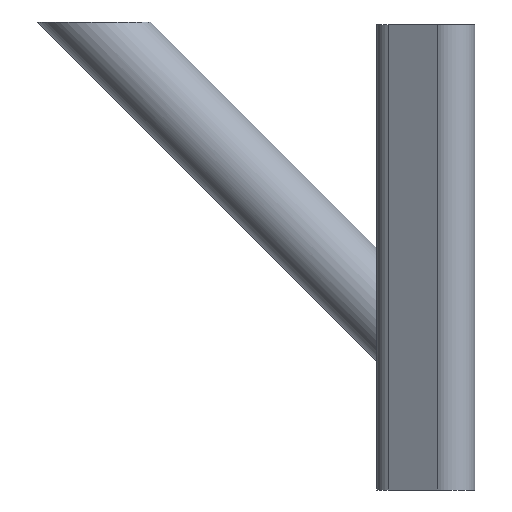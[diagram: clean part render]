
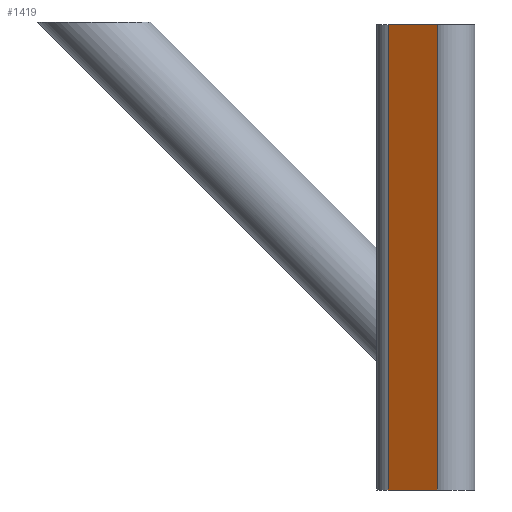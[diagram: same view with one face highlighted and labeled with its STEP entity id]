
A CAD part, front view. The second image highlights one B-rep face of the part: STEP entity #1419.
In plain terms, the highlighted free-form (B-spline) face has degree [1, 1] with [2, 2] control points.
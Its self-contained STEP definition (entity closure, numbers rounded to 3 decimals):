
#81 = B_SPLINE_SURFACE_WITH_KNOTS('',1,1,(
    (#82,#83)
    ,(#84,#85
    )),.UNSPECIFIED.,.F.,.F.,.F.,(2,2),(2,2),(-0.94,
    7.06),(-13.196,2.804),
  .PIECEWISE_BEZIER_KNOTS.);
#82 = CARTESIAN_POINT('',(0.145,-54.241,5.));
#83 = CARTESIAN_POINT('',(0.145,-39.521,5.));
#84 = CARTESIAN_POINT('',(7.505,-54.241,5.));
#85 = CARTESIAN_POINT('',(7.505,-39.521,5.));
#132 = B_SPLINE_SURFACE_WITH_KNOTS('',1,1,(
    (#133,#134)
    ,(#135,#136
    )),.UNSPECIFIED.,.F.,.F.,.F.,(2,2),(2,2),(-0.94,
    7.06),(-13.196,2.804),
  .PIECEWISE_BEZIER_KNOTS.);
#133 = CARTESIAN_POINT('',(0.145,-54.241,39.8));
#134 = CARTESIAN_POINT('',(0.145,-39.521,39.8));
#135 = CARTESIAN_POINT('',(7.505,-54.241,39.8));
#136 = CARTESIAN_POINT('',(7.505,-39.521,39.8));
#317 = VERTEX_POINT('',#318);
#318 = CARTESIAN_POINT('',(4.69,-53.962,39.8));
#332 = ( BOUNDED_SURFACE() B_SPLINE_SURFACE(2,1,(
    (#333,#334)
    ,(#335,#336)
,(#337,#338
    )),.UNSPECIFIED.,.F.,.F.,.F.) B_SPLINE_SURFACE_WITH_KNOTS((3,3),(2,2
    ),(4.154,6.283),(-40.,0.),
.PIECEWISE_BEZIER_KNOTS.) GEOMETRIC_REPRESENTATION_ITEM() 
RATIONAL_B_SPLINE_SURFACE((
    (1.,1.)
    ,(0.485,0.485)
,(1.,1.))) REPRESENTATION_ITEM('') SURFACE() );
#333 = CARTESIAN_POINT('',(4.69,-53.962,5.));
#334 = CARTESIAN_POINT('',(4.69,-53.962,39.8));
#335 = CARTESIAN_POINT('',(7.505,-55.721,5.));
#336 = CARTESIAN_POINT('',(7.505,-55.721,39.8));
#337 = CARTESIAN_POINT('',(7.505,-52.401,5.));
#338 = CARTESIAN_POINT('',(7.505,-52.401,39.8));
#346 = EDGE_CURVE('',#317,#347,#349,.T.);
#347 = VERTEX_POINT('',#348);
#348 = CARTESIAN_POINT('',(1.01,-51.662,39.8));
#349 = SURFACE_CURVE('',#350,(#353,#359),.PCURVE_S1.);
#350 = B_SPLINE_CURVE_WITH_KNOTS('',1,(#351,#352),.UNSPECIFIED.,.F.,.F.,
  (2,2),(0.,4.717),.PIECEWISE_BEZIER_KNOTS.);
#351 = CARTESIAN_POINT('',(4.69,-53.962,39.8));
#352 = CARTESIAN_POINT('',(1.01,-51.662,39.8));
#353 = PCURVE('',#132,#354);
#354 = DEFINITIONAL_REPRESENTATION('',(#355),#358);
#355 = B_SPLINE_CURVE_WITH_KNOTS('',1,(#356,#357),.UNSPECIFIED.,.F.,.F.,
  (2,2),(0.,4.717),.PIECEWISE_BEZIER_KNOTS.);
#356 = CARTESIAN_POINT('',(4.,-12.892));
#357 = CARTESIAN_POINT('',(0.,-10.392));
#358 = ( GEOMETRIC_REPRESENTATION_CONTEXT(2) 
PARAMETRIC_REPRESENTATION_CONTEXT() REPRESENTATION_CONTEXT('2D SPACE',''
  ) );
#359 = PCURVE('',#360,#365);
#360 = B_SPLINE_SURFACE_WITH_KNOTS('',1,1,(
    (#361,#362)
    ,(#363,#364
    )),.UNSPECIFIED.,.F.,.F.,.F.,(2,2),(2,2),(0.,4.717),(-40.,
    0.),.PIECEWISE_BEZIER_KNOTS.);
#361 = CARTESIAN_POINT('',(4.69,-53.962,5.));
#362 = CARTESIAN_POINT('',(4.69,-53.962,39.8));
#363 = CARTESIAN_POINT('',(1.01,-51.662,5.));
#364 = CARTESIAN_POINT('',(1.01,-51.662,39.8));
#365 = DEFINITIONAL_REPRESENTATION('',(#366),#369);
#366 = B_SPLINE_CURVE_WITH_KNOTS('',1,(#367,#368),.UNSPECIFIED.,.F.,.F.,
  (2,2),(0.,4.717),.PIECEWISE_BEZIER_KNOTS.);
#367 = CARTESIAN_POINT('',(0.,0.));
#368 = CARTESIAN_POINT('',(4.717,0.));
#369 = ( GEOMETRIC_REPRESENTATION_CONTEXT(2) 
PARAMETRIC_REPRESENTATION_CONTEXT() REPRESENTATION_CONTEXT('2D SPACE',''
  ) );
#387 = ( BOUNDED_SURFACE() B_SPLINE_SURFACE(2,1,(
    (#388,#389)
    ,(#390,#391)
,(#392,#393
    )),.UNSPECIFIED.,.F.,.F.,.F.) B_SPLINE_SURFACE_WITH_KNOTS((3,3),(2,2
    ),(3.142,4.154),(-40.,0.),
.PIECEWISE_BEZIER_KNOTS.) GEOMETRIC_REPRESENTATION_ITEM() 
RATIONAL_B_SPLINE_SURFACE((
    (1.,1.)
    ,(0.875,0.875)
,(1.,1.))) REPRESENTATION_ITEM('') SURFACE() );
#388 = CARTESIAN_POINT('',(0.145,-50.101,5.));
#389 = CARTESIAN_POINT('',(0.145,-50.101,39.8));
#390 = CARTESIAN_POINT('',(0.145,-51.121,5.));
#391 = CARTESIAN_POINT('',(0.145,-51.121,39.8));
#392 = CARTESIAN_POINT('',(1.01,-51.662,5.));
#393 = CARTESIAN_POINT('',(1.01,-51.662,39.8));
#446 = VERTEX_POINT('',#447);
#447 = CARTESIAN_POINT('',(4.69,-53.962,5.));
#468 = EDGE_CURVE('',#446,#469,#471,.T.);
#469 = VERTEX_POINT('',#470);
#470 = CARTESIAN_POINT('',(1.01,-51.662,5.));
#471 = SURFACE_CURVE('',#472,(#475,#481),.PCURVE_S1.);
#472 = B_SPLINE_CURVE_WITH_KNOTS('',1,(#473,#474),.UNSPECIFIED.,.F.,.F.,
  (2,2),(0.,4.717),.PIECEWISE_BEZIER_KNOTS.);
#473 = CARTESIAN_POINT('',(4.69,-53.962,5.));
#474 = CARTESIAN_POINT('',(1.01,-51.662,5.));
#475 = PCURVE('',#81,#476);
#476 = DEFINITIONAL_REPRESENTATION('',(#477),#480);
#477 = B_SPLINE_CURVE_WITH_KNOTS('',1,(#478,#479),.UNSPECIFIED.,.F.,.F.,
  (2,2),(0.,4.717),.PIECEWISE_BEZIER_KNOTS.);
#478 = CARTESIAN_POINT('',(4.,-12.892));
#479 = CARTESIAN_POINT('',(0.,-10.392));
#480 = ( GEOMETRIC_REPRESENTATION_CONTEXT(2) 
PARAMETRIC_REPRESENTATION_CONTEXT() REPRESENTATION_CONTEXT('2D SPACE',''
  ) );
#481 = PCURVE('',#360,#482);
#482 = DEFINITIONAL_REPRESENTATION('',(#483),#486);
#483 = B_SPLINE_CURVE_WITH_KNOTS('',1,(#484,#485),.UNSPECIFIED.,.F.,.F.,
  (2,2),(0.,4.717),.PIECEWISE_BEZIER_KNOTS.);
#484 = CARTESIAN_POINT('',(0.,-40.));
#485 = CARTESIAN_POINT('',(4.717,-40.));
#486 = ( GEOMETRIC_REPRESENTATION_CONTEXT(2) 
PARAMETRIC_REPRESENTATION_CONTEXT() REPRESENTATION_CONTEXT('2D SPACE',''
  ) );
#1398 = EDGE_CURVE('',#317,#446,#1399,.T.);
#1399 = SURFACE_CURVE('',#1400,(#1403,#1410),.PCURVE_S1.);
#1400 = B_SPLINE_CURVE_WITH_KNOTS('',1,(#1401,#1402),.UNSPECIFIED.,.F.,
  .F.,(2,2),(0.,40.),.PIECEWISE_BEZIER_KNOTS.);
#1401 = CARTESIAN_POINT('',(4.69,-53.962,39.8));
#1402 = CARTESIAN_POINT('',(4.69,-53.962,5.));
#1403 = PCURVE('',#332,#1404);
#1404 = DEFINITIONAL_REPRESENTATION('',(#1405),#1409);
#1405 = B_SPLINE_CURVE_WITH_KNOTS('',2,(#1406,#1407,#1408),
  .UNSPECIFIED.,.F.,.F.,(3,3),(0.,40.),.PIECEWISE_BEZIER_KNOTS.);
#1406 = CARTESIAN_POINT('',(4.154,0.));
#1407 = CARTESIAN_POINT('',(4.154,-20.));
#1408 = CARTESIAN_POINT('',(4.154,-40.));
#1409 = ( GEOMETRIC_REPRESENTATION_CONTEXT(2) 
PARAMETRIC_REPRESENTATION_CONTEXT() REPRESENTATION_CONTEXT('2D SPACE',''
  ) );
#1410 = PCURVE('',#360,#1411);
#1411 = DEFINITIONAL_REPRESENTATION('',(#1412),#1415);
#1412 = B_SPLINE_CURVE_WITH_KNOTS('',1,(#1413,#1414),.UNSPECIFIED.,.F.,
  .F.,(2,2),(0.,40.),.PIECEWISE_BEZIER_KNOTS.);
#1413 = CARTESIAN_POINT('',(0.,0.));
#1414 = CARTESIAN_POINT('',(0.,-40.));
#1415 = ( GEOMETRIC_REPRESENTATION_CONTEXT(2) 
PARAMETRIC_REPRESENTATION_CONTEXT() REPRESENTATION_CONTEXT('2D SPACE',''
  ) );
#1419 = ADVANCED_FACE('',(#1420),#360,.F.);
#1420 = FACE_BOUND('',#1421,.F.);
#1421 = EDGE_LOOP('',(#1422,#1423,#1424,#1443));
#1422 = ORIENTED_EDGE('',*,*,#1398,.T.);
#1423 = ORIENTED_EDGE('',*,*,#468,.T.);
#1424 = ORIENTED_EDGE('',*,*,#1425,.F.);
#1425 = EDGE_CURVE('',#347,#469,#1426,.T.);
#1426 = SURFACE_CURVE('',#1427,(#1430,#1436),.PCURVE_S1.);
#1427 = B_SPLINE_CURVE_WITH_KNOTS('',1,(#1428,#1429),.UNSPECIFIED.,.F.,
  .F.,(2,2),(0.,40.),.PIECEWISE_BEZIER_KNOTS.);
#1428 = CARTESIAN_POINT('',(1.01,-51.662,39.8));
#1429 = CARTESIAN_POINT('',(1.01,-51.662,5.));
#1430 = PCURVE('',#360,#1431);
#1431 = DEFINITIONAL_REPRESENTATION('',(#1432),#1435);
#1432 = B_SPLINE_CURVE_WITH_KNOTS('',1,(#1433,#1434),.UNSPECIFIED.,.F.,
  .F.,(2,2),(0.,40.),.PIECEWISE_BEZIER_KNOTS.);
#1433 = CARTESIAN_POINT('',(4.717,0.));
#1434 = CARTESIAN_POINT('',(4.717,-40.));
#1435 = ( GEOMETRIC_REPRESENTATION_CONTEXT(2) 
PARAMETRIC_REPRESENTATION_CONTEXT() REPRESENTATION_CONTEXT('2D SPACE',''
  ) );
#1436 = PCURVE('',#387,#1437);
#1437 = DEFINITIONAL_REPRESENTATION('',(#1438),#1442);
#1438 = B_SPLINE_CURVE_WITH_KNOTS('',2,(#1439,#1440,#1441),
  .UNSPECIFIED.,.F.,.F.,(3,3),(0.,40.),.PIECEWISE_BEZIER_KNOTS.);
#1439 = CARTESIAN_POINT('',(4.154,0.));
#1440 = CARTESIAN_POINT('',(4.154,-20.));
#1441 = CARTESIAN_POINT('',(4.154,-40.));
#1442 = ( GEOMETRIC_REPRESENTATION_CONTEXT(2) 
PARAMETRIC_REPRESENTATION_CONTEXT() REPRESENTATION_CONTEXT('2D SPACE',''
  ) );
#1443 = ORIENTED_EDGE('',*,*,#346,.F.);
